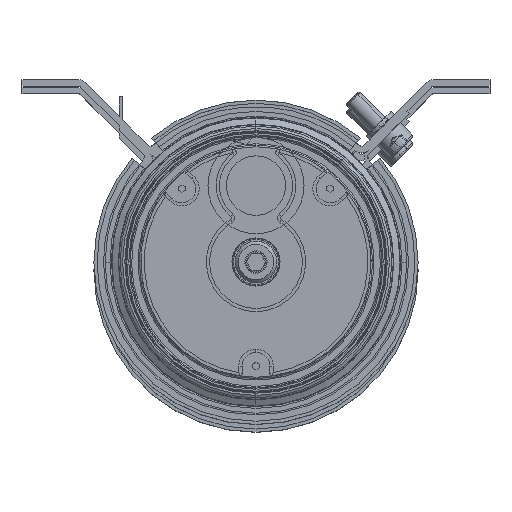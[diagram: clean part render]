
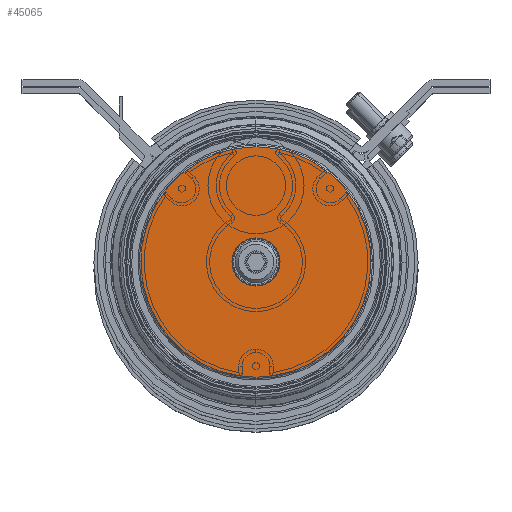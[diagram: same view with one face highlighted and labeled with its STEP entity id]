
A CAD part, top view. The second image highlights one B-rep face of the part: STEP entity #45065.
In plain terms, the highlighted face is planar.
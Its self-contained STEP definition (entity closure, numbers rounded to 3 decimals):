
#289 = CARTESIAN_POINT ( 'NONE',  ( 35.884, 0., 0. ) ) ;
#412 = CARTESIAN_POINT ( 'NONE',  ( 0., 0., -35.884 ) ) ;
#1991 = CIRCLE ( 'NONE', #78674, 35.884 ) ;
#3367 = ORIENTED_EDGE ( 'NONE', *, *, #53937, .T. ) ;
#4440 = VERTEX_POINT ( 'NONE', #84490 ) ;
#5560 = DIRECTION ( 'NONE',  ( 0., 0., 1. ) ) ;
#7883 = CARTESIAN_POINT ( 'NONE',  ( 0., 0., 0. ) ) ;
#9623 = CARTESIAN_POINT ( 'NONE',  ( 0., 0., 0. ) ) ;
#10125 = ORIENTED_EDGE ( 'NONE', *, *, #103738, .T. ) ;
#10631 = CARTESIAN_POINT ( 'NONE',  ( 0., 0., 35.884 ) ) ;
#11072 = DIRECTION ( 'NONE',  ( 0., -1., 0. ) ) ;
#11433 = EDGE_CURVE ( 'NONE', #42632, #104942, #104176, .T. ) ;
#12148 = CIRCLE ( 'NONE', #71782, 35.884 ) ;
#13989 = DIRECTION ( 'NONE',  ( 0., 1., 0. ) ) ;
#14051 = EDGE_LOOP ( 'NONE', ( #95803, #30505 ) ) ;
#22230 = VERTEX_POINT ( 'NONE', #53173 ) ;
#24004 = CARTESIAN_POINT ( 'NONE',  ( 8.8, 0., 0. ) ) ;
#25463 = AXIS2_PLACEMENT_3D ( 'NONE', #9623, #91756, #90719 ) ;
#27599 = DIRECTION ( 'NONE',  ( 0., 0., -1. ) ) ;
#27893 = EDGE_LOOP ( 'NONE', ( #52111, #3367, #10125, #48607, #35432, #80532 ) ) ;
#28862 = CARTESIAN_POINT ( 'NONE',  ( 0., 0., 7.5 ) ) ;
#30460 = DIRECTION ( 'NONE',  ( 0., 0., 1. ) ) ;
#30505 = ORIENTED_EDGE ( 'NONE', *, *, #67737, .T. ) ;
#32347 = DIRECTION ( 'NONE',  ( 0., -1., 0. ) ) ;
#32681 = AXIS2_PLACEMENT_3D ( 'NONE', #47676, #70666, #5560 ) ;
#32889 = CARTESIAN_POINT ( 'NONE',  ( 0., 0., 0. ) ) ;
#35432 = ORIENTED_EDGE ( 'NONE', *, *, #93410, .T. ) ;
#37982 = CARTESIAN_POINT ( 'NONE',  ( 0., 0., 0. ) ) ;
#38446 = EDGE_CURVE ( 'NONE', #40515, #81377, #74151, .T. ) ;
#40515 = VERTEX_POINT ( 'NONE', #289 ) ;
#42012 = CARTESIAN_POINT ( 'NONE',  ( 0., 0., 0. ) ) ;
#42448 = DIRECTION ( 'NONE',  ( 0., -1., 0. ) ) ;
#42632 = VERTEX_POINT ( 'NONE', #92015 ) ;
#45065 = ADVANCED_FACE ( 'NONE', ( #49985, #48373 ), #82532, .T. ) ;
#46869 = DIRECTION ( 'NONE',  ( 0., 0., -1. ) ) ;
#46991 = AXIS2_PLACEMENT_3D ( 'NONE', #37982, #13989, #30460 ) ;
#47676 = CARTESIAN_POINT ( 'NONE',  ( 0., 0., 0. ) ) ;
#48004 = DIRECTION ( 'NONE',  ( -1., 0., 0. ) ) ;
#48373 = FACE_BOUND ( 'NONE', #14051, .T. ) ;
#48607 = ORIENTED_EDGE ( 'NONE', *, *, #63576, .F. ) ;
#48888 = DIRECTION ( 'NONE',  ( 0., 0., -1. ) ) ;
#49985 = FACE_OUTER_BOUND ( 'NONE', #27893, .T. ) ;
#50275 = LINE ( 'NONE', #75378, #69555 ) ;
#52111 = ORIENTED_EDGE ( 'NONE', *, *, #38446, .T. ) ;
#53173 = CARTESIAN_POINT ( 'NONE',  ( -35.884, 0., 0. ) ) ;
#53257 = EDGE_CURVE ( 'NONE', #78344, #40515, #69702, .T. ) ;
#53937 = EDGE_CURVE ( 'NONE', #81377, #70286, #96942, .T. ) ;
#60686 = DIRECTION ( 'NONE',  ( 0., -1., 0. ) ) ;
#63576 = EDGE_CURVE ( 'NONE', #22230, #4440, #50275, .T. ) ;
#67737 = EDGE_CURVE ( 'NONE', #104942, #42632, #92992, .T. ) ;
#68929 = CARTESIAN_POINT ( 'NONE',  ( 35.884, 0., 0. ) ) ;
#69555 = VECTOR ( 'NONE', #84393, 1000. ) ;
#69702 = CIRCLE ( 'NONE', #79986, 35.884 ) ;
#70286 = VERTEX_POINT ( 'NONE', #10631 ) ;
#70666 = DIRECTION ( 'NONE',  ( 0., 1., 0. ) ) ;
#71782 = AXIS2_PLACEMENT_3D ( 'NONE', #85747, #60686, #27599 ) ;
#73638 = VECTOR ( 'NONE', #48004, 1000. ) ;
#74151 = LINE ( 'NONE', #24004, #73638 ) ;
#75378 = CARTESIAN_POINT ( 'NONE',  ( -8.8, 0., 0. ) ) ;
#78344 = VERTEX_POINT ( 'NONE', #412 ) ;
#78674 = AXIS2_PLACEMENT_3D ( 'NONE', #42012, #11072, #100143 ) ;
#79986 = AXIS2_PLACEMENT_3D ( 'NONE', #7883, #42448, #46869 ) ;
#80532 = ORIENTED_EDGE ( 'NONE', *, *, #53257, .T. ) ;
#81377 = VERTEX_POINT ( 'NONE', #68929 ) ;
#82532 = PLANE ( 'NONE',  #102275 ) ;
#84393 = DIRECTION ( 'NONE',  ( 1., 0., 0. ) ) ;
#84490 = CARTESIAN_POINT ( 'NONE',  ( -35.884, 0., 0. ) ) ;
#85747 = CARTESIAN_POINT ( 'NONE',  ( 0., 0., 0. ) ) ;
#90719 = DIRECTION ( 'NONE',  ( 0., 0., -1. ) ) ;
#91756 = DIRECTION ( 'NONE',  ( 0., -1., 0. ) ) ;
#92015 = CARTESIAN_POINT ( 'NONE',  ( 0., 0., -7.5 ) ) ;
#92992 = CIRCLE ( 'NONE', #46991, 7.5 ) ;
#93410 = EDGE_CURVE ( 'NONE', #22230, #78344, #1991, .T. ) ;
#95803 = ORIENTED_EDGE ( 'NONE', *, *, #11433, .T. ) ;
#96942 = CIRCLE ( 'NONE', #25463, 35.884 ) ;
#100143 = DIRECTION ( 'NONE',  ( 0., 0., -1. ) ) ;
#102275 = AXIS2_PLACEMENT_3D ( 'NONE', #32889, #32347, #48888 ) ;
#103738 = EDGE_CURVE ( 'NONE', #70286, #4440, #12148, .T. ) ;
#104176 = CIRCLE ( 'NONE', #32681, 7.5 ) ;
#104942 = VERTEX_POINT ( 'NONE', #28862 ) ;
